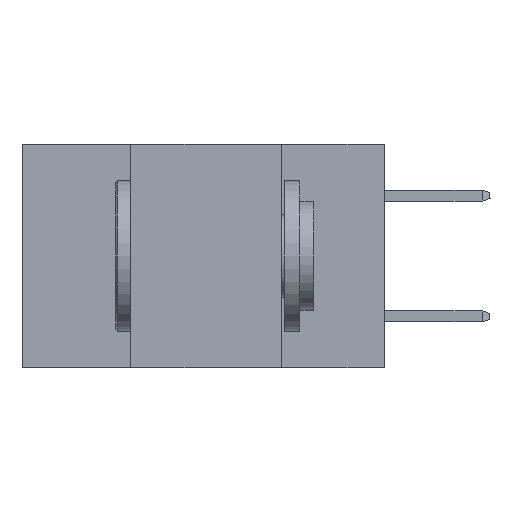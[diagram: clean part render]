
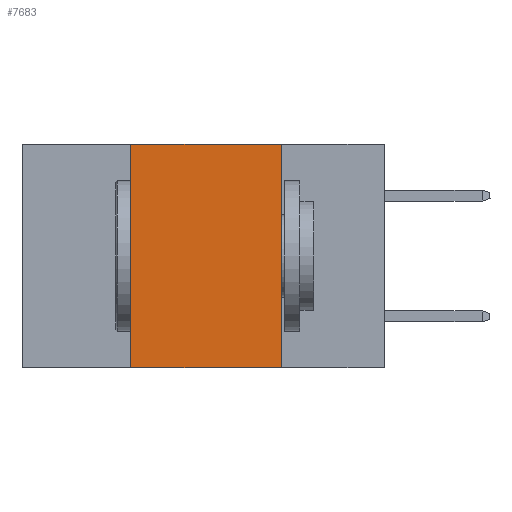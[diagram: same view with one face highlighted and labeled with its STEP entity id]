
A CAD part, left-side view. The second image highlights one B-rep face of the part: STEP entity #7683.
In plain terms, the highlighted planar face has unit normal (-1, 0, 0).
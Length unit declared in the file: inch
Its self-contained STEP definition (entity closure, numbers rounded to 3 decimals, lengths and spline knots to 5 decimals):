
#292 = CARTESIAN_POINT ( 'NONE',  ( 0., 0.6, -0.37 ) ) ;
#792 = CARTESIAN_POINT ( 'NONE',  ( 0., 0.42, -0.37 ) ) ;
#1140 = DIRECTION ( 'NONE',  ( 0., -1., 0. ) ) ;
#1172 = EDGE_CURVE ( 'NONE', #9724, #11129, #9765, .T. ) ;
#1517 = CARTESIAN_POINT ( 'NONE',  ( 0., 0.6, 0. ) ) ;
#1695 = DIRECTION ( 'NONE',  ( 0., 0., 1. ) ) ;
#1982 = CARTESIAN_POINT ( 'NONE',  ( 0., 0.42, 0. ) ) ;
#2351 = DIRECTION ( 'NONE',  ( 0., 0., -1. ) ) ;
#3124 = VERTEX_POINT ( 'NONE', #17244 ) ;
#4338 = FACE_OUTER_BOUND ( 'NONE', #11804, .T. ) ;
#5008 = VECTOR ( 'NONE', #17061, 39.37008 ) ;
#5339 = VECTOR ( 'NONE', #1140, 39.37008 ) ;
#5868 = ORIENTED_EDGE ( 'NONE', *, *, #14523, .T. ) ;
#7095 = AXIS2_PLACEMENT_3D ( 'NONE', #20214, #12296, #2351 ) ;
#7393 = CARTESIAN_POINT ( 'NONE',  ( 0., 0.17, 0. ) ) ;
#7576 = VECTOR ( 'NONE', #12021, 39.37008 ) ;
#7683 = ADVANCED_FACE ( 'NONE', ( #4338 ), #10669, .F. ) ;
#8764 = CARTESIAN_POINT ( 'NONE',  ( 0., 0.17, 0. ) ) ;
#9724 = VERTEX_POINT ( 'NONE', #1982 ) ;
#9765 = LINE ( 'NONE', #1517, #5339 ) ;
#10669 = PLANE ( 'NONE',  #7095 ) ;
#11129 = VERTEX_POINT ( 'NONE', #8764 ) ;
#11701 = CARTESIAN_POINT ( 'NONE',  ( 0., 0.42, 0. ) ) ;
#11804 = EDGE_LOOP ( 'NONE', ( #17777, #19722, #16036, #5868 ) ) ;
#11837 = LINE ( 'NONE', #11701, #16124 ) ;
#12021 = DIRECTION ( 'NONE',  ( 0., -1., 0. ) ) ;
#12296 = DIRECTION ( 'NONE',  ( 1., 0., 0. ) ) ;
#13430 = EDGE_CURVE ( 'NONE', #11129, #3124, #21147, .T. ) ;
#14523 = EDGE_CURVE ( 'NONE', #19417, #3124, #15732, .T. ) ;
#15732 = LINE ( 'NONE', #292, #7576 ) ;
#16036 = ORIENTED_EDGE ( 'NONE', *, *, #16670, .F. ) ;
#16124 = VECTOR ( 'NONE', #1695, 39.37008 ) ;
#16670 = EDGE_CURVE ( 'NONE', #19417, #9724, #11837, .T. ) ;
#17061 = DIRECTION ( 'NONE',  ( 0., 0., -1. ) ) ;
#17244 = CARTESIAN_POINT ( 'NONE',  ( 0., 0.17, -0.37 ) ) ;
#17777 = ORIENTED_EDGE ( 'NONE', *, *, #13430, .F. ) ;
#19417 = VERTEX_POINT ( 'NONE', #792 ) ;
#19722 = ORIENTED_EDGE ( 'NONE', *, *, #1172, .F. ) ;
#20214 = CARTESIAN_POINT ( 'NONE',  ( 0., 0.6, 0. ) ) ;
#21147 = LINE ( 'NONE', #7393, #5008 ) ;
